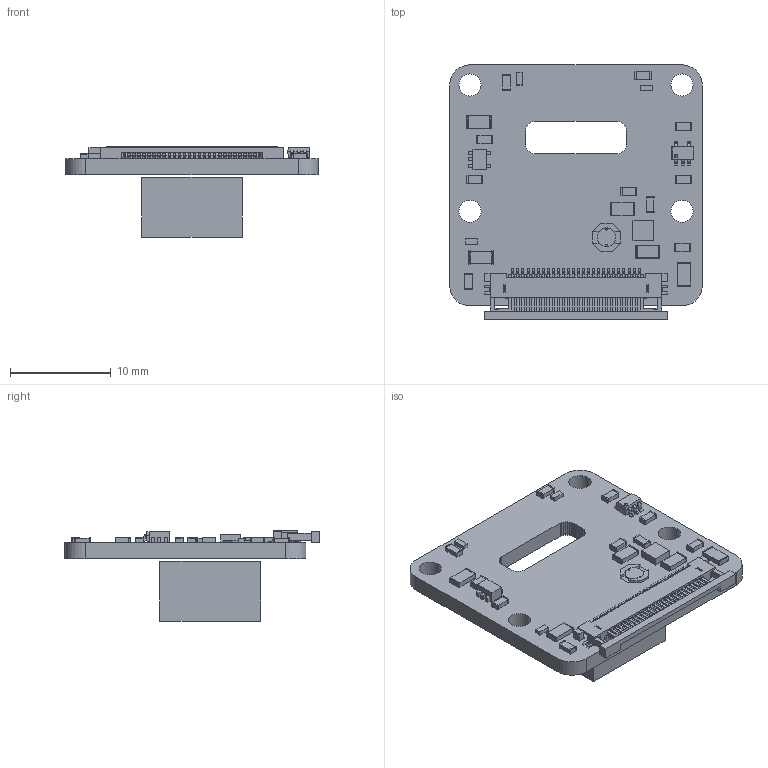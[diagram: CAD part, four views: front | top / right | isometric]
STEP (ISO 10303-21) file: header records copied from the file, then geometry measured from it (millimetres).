
FILE_DESCRIPTION(('Open CASCADE Model'),'2;1');
FILE_NAME('Open CASCADE Shape Model','2019-10-21T16:40:15',('Author'),( 'Open CASCADE'),'Open CASCADE STEP processor 6.8','Open CASCADE 6.8' ,'Unknown');
FILE_SCHEMA(('AUTOMOTIVE_DESIGN { 1 0 10303 214 1 1 1 1 }'));
Products named in the file (1): PCB
Bounding box: 25 x 25.18 x 8.97 mm (x, y, z)
Volume: 1541.8 mm3; surface area: 2489 mm2
Topology: 60 solids, 129 shells, 2135 faces, 6367 edges, 4458 vertices
Faces by surface type: plane 1878, cylinder 226, extrusion 16, bspline 13, sphere 2
Full cylindrical faces by diameter (mm): 0.9 x1, 1.85 x1, 1.86 x1, 2.2 x4
Entity records: 74362 total; most frequent: CARTESIAN_POINT 16233, ORIENTED_EDGE 12136, DIRECTION 10834, EDGE_CURVE 6250, VECTOR 5668, LINE 5652, VERTEX_POINT 4228, AXIS2_PLACEMENT_3D 2583
